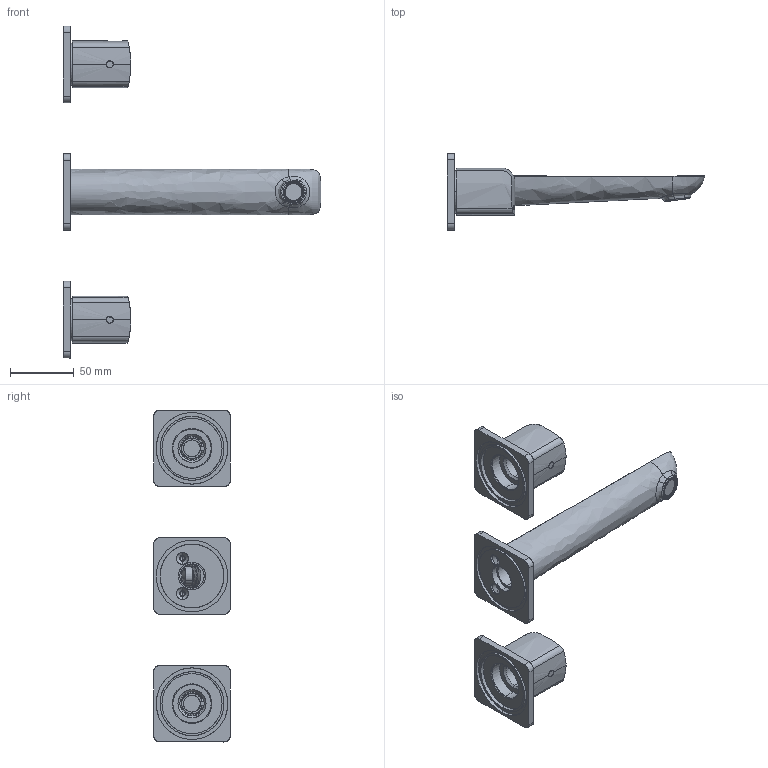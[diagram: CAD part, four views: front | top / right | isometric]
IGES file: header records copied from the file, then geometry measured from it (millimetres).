
Start section: SolidWorks IGES file using analytic representation for surfaces
Global section: file name: MG110 CHR Milli Glance Wall Bath Set.IGS; native system: SolidWorks 2015; preprocessor: SolidWorks 2015; author: MariaD; date: 150818.093348; units: millimetre
Bounding box: 201.79 x 60 x 260 mm (x, y, z)
Surface area: 99140.7 mm2 (no closed solid volume)
Topology: 0 solids, 0 shells, 558 faces, 10410 edges, 10392 vertices
Faces by surface type: bspline 301, revolution 257
